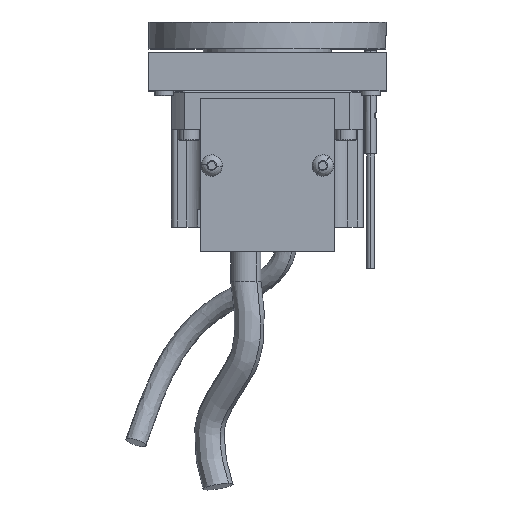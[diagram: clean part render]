
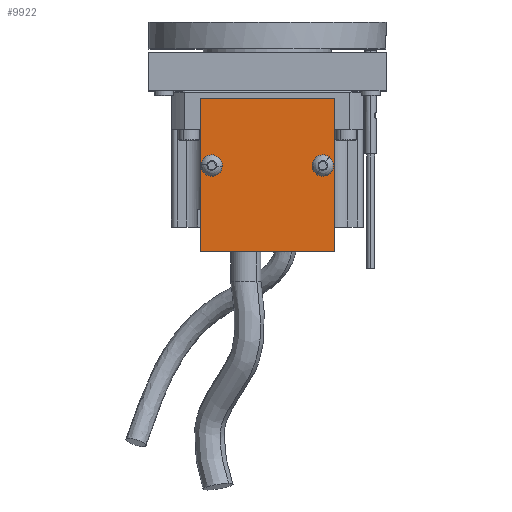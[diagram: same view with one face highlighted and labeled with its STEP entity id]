
A CAD part, top view. The second image highlights one B-rep face of the part: STEP entity #9922.
In plain terms, the highlighted planar face has unit normal (0, 0, 1).
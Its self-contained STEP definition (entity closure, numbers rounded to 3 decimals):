
#466 = VERTEX_POINT ( 'NONE', #10805 ) ;
#587 = AXIS2_PLACEMENT_3D ( 'NONE', #8272, #12622, #8728 ) ;
#684 = CARTESIAN_POINT ( 'NONE',  ( 27.626, 6.591, 38.308 ) ) ;
#1073 = DIRECTION ( 'NONE',  ( -0.597, -0.802, 0. ) ) ;
#1732 = EDGE_CURVE ( 'NONE', #16627, #10961, #11127, .T. ) ;
#1835 = CIRCLE ( 'NONE', #587, 2.576 ) ;
#2141 = FACE_BOUND ( 'NONE', #5484, .T. ) ;
#2221 = EDGE_CURVE ( 'NONE', #466, #9991, #2298, .T. ) ;
#2298 = LINE ( 'NONE', #19116, #10092 ) ;
#2607 = VERTEX_POINT ( 'NONE', #9476 ) ;
#2706 = DIRECTION ( 'NONE',  ( 0., 0., -1. ) ) ;
#2794 = AXIS2_PLACEMENT_3D ( 'NONE', #4269, #7475, #5923 ) ;
#3563 = EDGE_CURVE ( 'NONE', #9991, #16627, #9265, .T. ) ;
#3977 = VECTOR ( 'NONE', #7808, 1000. ) ;
#4196 = EDGE_LOOP ( 'NONE', ( #12375, #16112, #13584, #13040 ) ) ;
#4269 = CARTESIAN_POINT ( 'NONE',  ( 24.626, -10.909, 38.308 ) ) ;
#4577 = ORIENTED_EDGE ( 'NONE', *, *, #15192, .T. ) ;
#4667 = DIRECTION ( 'NONE',  ( 0., 0., -1. ) ) ;
#4770 = CARTESIAN_POINT ( 'NONE',  ( 27.626, -28.409, 38.308 ) ) ;
#5054 = DIRECTION ( 'NONE',  ( 0., -1., 0. ) ) ;
#5128 = LINE ( 'NONE', #6294, #15623 ) ;
#5247 = EDGE_CURVE ( 'NONE', #6932, #15734, #11463, .T. ) ;
#5416 = CIRCLE ( 'NONE', #8198, 2.576 ) ;
#5484 = EDGE_LOOP ( 'NONE', ( #11097, #8651 ) ) ;
#5923 = DIRECTION ( 'NONE',  ( -0.991, 0.134, 0. ) ) ;
#6294 = CARTESIAN_POINT ( 'NONE',  ( 27.626, -28.409, 38.308 ) ) ;
#6509 = DIRECTION ( 'NONE',  ( -1., 0., 0. ) ) ;
#6612 = DIRECTION ( 'NONE',  ( 0., 0., -1. ) ) ;
#6932 = VERTEX_POINT ( 'NONE', #14381 ) ;
#7475 = DIRECTION ( 'NONE',  ( 0., 0., -1. ) ) ;
#7670 = FACE_OUTER_BOUND ( 'NONE', #4196, .T. ) ;
#7808 = DIRECTION ( 'NONE',  ( 1., 0., 0. ) ) ;
#8067 = CARTESIAN_POINT ( 'NONE',  ( -4.374, -10.909, 38.308 ) ) ;
#8198 = AXIS2_PLACEMENT_3D ( 'NONE', #11611, #2706, #17501 ) ;
#8272 = CARTESIAN_POINT ( 'NONE',  ( -4.374, -10.909, 38.308 ) ) ;
#8651 = ORIENTED_EDGE ( 'NONE', *, *, #12514, .T. ) ;
#8728 = DIRECTION ( 'NONE',  ( -0.597, -0.802, 0. ) ) ;
#9265 = LINE ( 'NONE', #15145, #3977 ) ;
#9476 = CARTESIAN_POINT ( 'NONE',  ( -2.837, -8.842, 38.308 ) ) ;
#9863 = CIRCLE ( 'NONE', #12054, 2.576 ) ;
#9922 = ADVANCED_FACE ( 'NONE', ( #18000, #2141, #7670 ), #16844, .F. ) ;
#9991 = VERTEX_POINT ( 'NONE', #13939 ) ;
#10092 = VECTOR ( 'NONE', #18925, 1000. ) ;
#10480 = AXIS2_PLACEMENT_3D ( 'NONE', #15104, #4667, #6509 ) ;
#10805 = CARTESIAN_POINT ( 'NONE',  ( -7.374, -28.409, 38.308 ) ) ;
#10961 = VERTEX_POINT ( 'NONE', #4770 ) ;
#11097 = ORIENTED_EDGE ( 'NONE', *, *, #16725, .T. ) ;
#11127 = LINE ( 'NONE', #684, #14317 ) ;
#11463 = CIRCLE ( 'NONE', #2794, 2.576 ) ;
#11611 = CARTESIAN_POINT ( 'NONE',  ( 24.626, -10.909, 38.308 ) ) ;
#12054 = AXIS2_PLACEMENT_3D ( 'NONE', #8067, #6612, #1073 ) ;
#12332 = VERTEX_POINT ( 'NONE', #18335 ) ;
#12375 = ORIENTED_EDGE ( 'NONE', *, *, #1732, .F. ) ;
#12494 = ORIENTED_EDGE ( 'NONE', *, *, #5247, .T. ) ;
#12514 = EDGE_CURVE ( 'NONE', #2607, #12332, #1835, .T. ) ;
#12622 = DIRECTION ( 'NONE',  ( 0., 0., -1. ) ) ;
#13040 = ORIENTED_EDGE ( 'NONE', *, *, #15494, .F. ) ;
#13584 = ORIENTED_EDGE ( 'NONE', *, *, #2221, .F. ) ;
#13939 = CARTESIAN_POINT ( 'NONE',  ( -7.374, 11.591, 38.308 ) ) ;
#14317 = VECTOR ( 'NONE', #5054, 1000. ) ;
#14381 = CARTESIAN_POINT ( 'NONE',  ( 22.073, -10.563, 38.308 ) ) ;
#15104 = CARTESIAN_POINT ( 'NONE',  ( 27.626, -28.409, 38.308 ) ) ;
#15145 = CARTESIAN_POINT ( 'NONE',  ( -7.374, 11.591, 38.308 ) ) ;
#15192 = EDGE_CURVE ( 'NONE', #15734, #6932, #5416, .T. ) ;
#15322 = EDGE_LOOP ( 'NONE', ( #12494, #4577 ) ) ;
#15494 = EDGE_CURVE ( 'NONE', #10961, #466, #5128, .T. ) ;
#15623 = VECTOR ( 'NONE', #16916, 1000. ) ;
#15734 = VERTEX_POINT ( 'NONE', #17691 ) ;
#16112 = ORIENTED_EDGE ( 'NONE', *, *, #3563, .F. ) ;
#16627 = VERTEX_POINT ( 'NONE', #17911 ) ;
#16725 = EDGE_CURVE ( 'NONE', #12332, #2607, #9863, .T. ) ;
#16844 = PLANE ( 'NONE',  #10480 ) ;
#16916 = DIRECTION ( 'NONE',  ( -1., 0., 0. ) ) ;
#17501 = DIRECTION ( 'NONE',  ( -0.991, 0.134, 0. ) ) ;
#17691 = CARTESIAN_POINT ( 'NONE',  ( 27.178, -11.254, 38.308 ) ) ;
#17911 = CARTESIAN_POINT ( 'NONE',  ( 27.626, 11.591, 38.308 ) ) ;
#18000 = FACE_BOUND ( 'NONE', #15322, .T. ) ;
#18335 = CARTESIAN_POINT ( 'NONE',  ( -5.912, -12.975, 38.308 ) ) ;
#18925 = DIRECTION ( 'NONE',  ( 0., 1., 0. ) ) ;
#19116 = CARTESIAN_POINT ( 'NONE',  ( -7.374, 6.591, 38.308 ) ) ;
